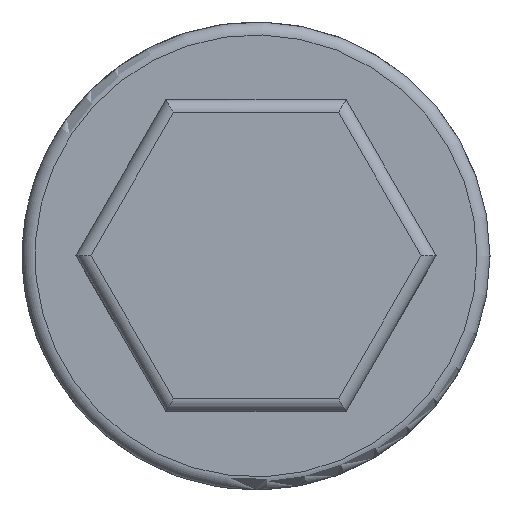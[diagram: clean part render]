
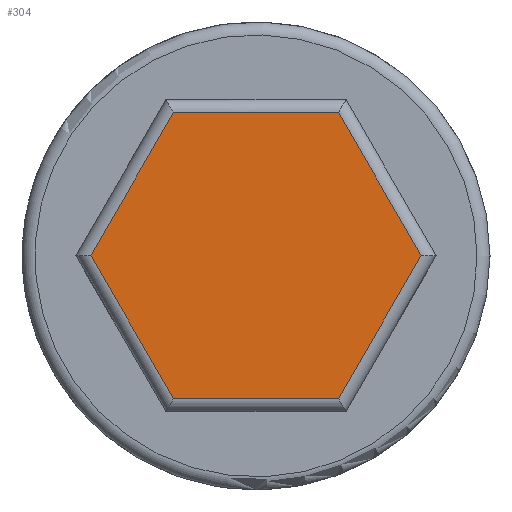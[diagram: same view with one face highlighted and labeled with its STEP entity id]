
A CAD part, top view. The second image highlights one B-rep face of the part: STEP entity #304.
In plain terms, the highlighted planar face has unit normal (0, 0, 1).
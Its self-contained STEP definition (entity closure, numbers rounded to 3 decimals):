
#25=CARTESIAN_POINT('',(-1.588,2.75,5.));
#26=VERTEX_POINT('',#25);
#27=CARTESIAN_POINT('',(1.588,2.75,5.));
#28=VERTEX_POINT('',#27);
#29=CARTESIAN_POINT('',(-1.588,2.75,5.));
#30=DIRECTION('',(1.,0.,0.));
#31=VECTOR('',#30,3.175);
#32=LINE('',#29,#31);
#33=EDGE_CURVE('',#26,#28,#32,.T.);
#67=CARTESIAN_POINT('',(3.175,0.,5.));
#68=VERTEX_POINT('',#67);
#69=CARTESIAN_POINT('',(1.588,2.75,5.));
#70=DIRECTION('',(0.5,-0.866,0.));
#71=VECTOR('',#70,3.175);
#72=LINE('',#69,#71);
#73=EDGE_CURVE('',#28,#68,#72,.T.);
#99=CARTESIAN_POINT('',(1.588,-2.75,5.));
#100=VERTEX_POINT('',#99);
#101=CARTESIAN_POINT('',(3.175,0.,5.));
#102=DIRECTION('',(-0.5,-0.866,0.));
#103=VECTOR('',#102,3.175);
#104=LINE('',#101,#103);
#105=EDGE_CURVE('',#68,#100,#104,.T.);
#131=CARTESIAN_POINT('',(-1.588,-2.75,5.));
#132=VERTEX_POINT('',#131);
#133=CARTESIAN_POINT('',(1.588,-2.75,5.));
#134=DIRECTION('',(-1.,0.,0.));
#135=VECTOR('',#134,3.175);
#136=LINE('',#133,#135);
#137=EDGE_CURVE('',#100,#132,#136,.T.);
#172=CARTESIAN_POINT('',(-3.175,0.,5.));
#173=VERTEX_POINT('',#172);
#174=CARTESIAN_POINT('',(-1.588,-2.75,5.));
#175=DIRECTION('',(-0.5,0.866,0.));
#176=VECTOR('',#175,3.175);
#177=LINE('',#174,#176);
#178=EDGE_CURVE('',#132,#173,#177,.T.);
#202=CARTESIAN_POINT('',(-3.175,0.,5.));
#203=DIRECTION('',(0.5,0.866,0.));
#204=VECTOR('',#203,3.175);
#205=LINE('',#202,#204);
#206=EDGE_CURVE('',#173,#26,#205,.T.);
#291=CARTESIAN_POINT('',(0.,0.,5.));
#292=DIRECTION('',(1.,0.,0.));
#293=DIRECTION('',(0.,0.,1.));
#294=AXIS2_PLACEMENT_3D('',#291,#293,#292);
#295=PLANE('',#294);
#296=ORIENTED_EDGE('',*,*,#33,.F.);
#297=ORIENTED_EDGE('',*,*,#206,.F.);
#298=ORIENTED_EDGE('',*,*,#178,.F.);
#299=ORIENTED_EDGE('',*,*,#137,.F.);
#300=ORIENTED_EDGE('',*,*,#105,.F.);
#301=ORIENTED_EDGE('',*,*,#73,.F.);
#302=EDGE_LOOP('',(#296,#297,#298,#299,#300,#301));
#303=FACE_OUTER_BOUND('',#302,.T.);
#304=ADVANCED_FACE('F10',(#303),#295,.T.);
